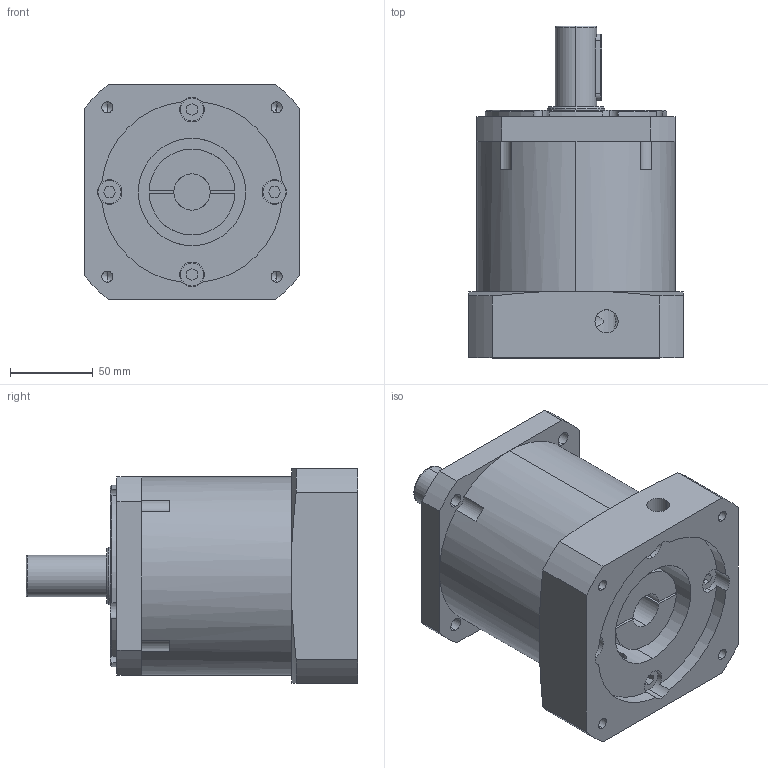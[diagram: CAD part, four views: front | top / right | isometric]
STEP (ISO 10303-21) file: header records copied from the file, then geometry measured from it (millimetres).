
FILE_DESCRIPTION (( 'STEP AP203' ), '1' );
FILE_NAME ('GPF115-L1-(22-110-145-M8).STEP', '2022-04-27T06:07:23', ( '微软用户' ), ( '微软中国' ), 'SwSTEP 2.0', 'SolidWorks 2018', '' );
FILE_SCHEMA (( 'CONFIG_CONTROL_DESIGN' ));
Length unit declared in the file: millimetre
Products named in the file (1): GPF115-L1-(22-110-145-M8)
Bounding box: 130 x 201 x 130 mm (x, y, z)
Volume: 1772308.3 mm3; surface area: 140657.8 mm2
Topology: 1 solids, 1 shells, 266 faces, 670 edges, 432 vertices
Faces by surface type: plane 125, cylinder 106, cone 31, torus 4
Entity records: 8354 total; most frequent: CARTESIAN_POINT 1731, DIRECTION 1419, ORIENTED_EDGE 1320, EDGE_CURVE 660, AXIS2_PLACEMENT_3D 528, VERTEX_POINT 432, VECTOR 363, LINE 363
